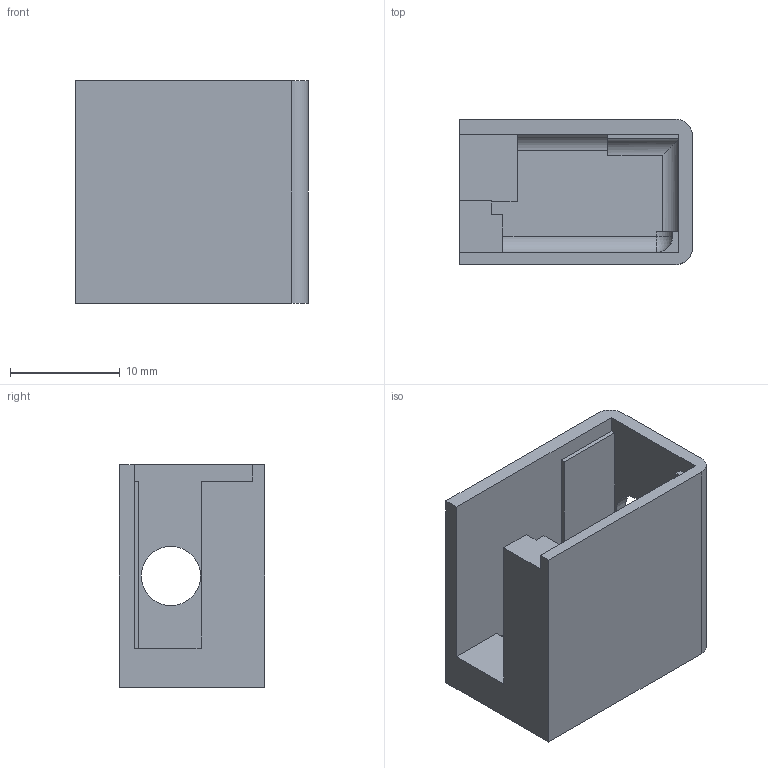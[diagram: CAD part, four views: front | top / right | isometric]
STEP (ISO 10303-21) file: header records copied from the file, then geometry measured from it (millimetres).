
FILE_DESCRIPTION (( 'STEP AP214' ), '1' );
FILE_NAME ('WeeMouseHouse.STEP', '2025-04-24T19:33:13', ( '' ), ( '' ), 'SwSTEP 2.0', 'SolidWorks 2025', '' );
FILE_SCHEMA (( 'AUTOMOTIVE_DESIGN' ));
Length unit declared in the file: millimetre
Products named in the file (1): WeeMouseHouse
Bounding box: 21.2 x 13.23 x 20.3 mm (x, y, z)
Volume: 2046 mm3; surface area: 2794.6 mm2
Topology: 1 solids, 1 shells, 35 faces, 95 edges, 61 vertices
Faces by surface type: plane 24, cylinder 10, sphere 1
Entity records: 1113 total; most frequent: CARTESIAN_POINT 194, ORIENTED_EDGE 188, DIRECTION 183, EDGE_CURVE 94, LINE 75, VECTOR 75, VERTEX_POINT 61, AXIS2_PLACEMENT_3D 54
